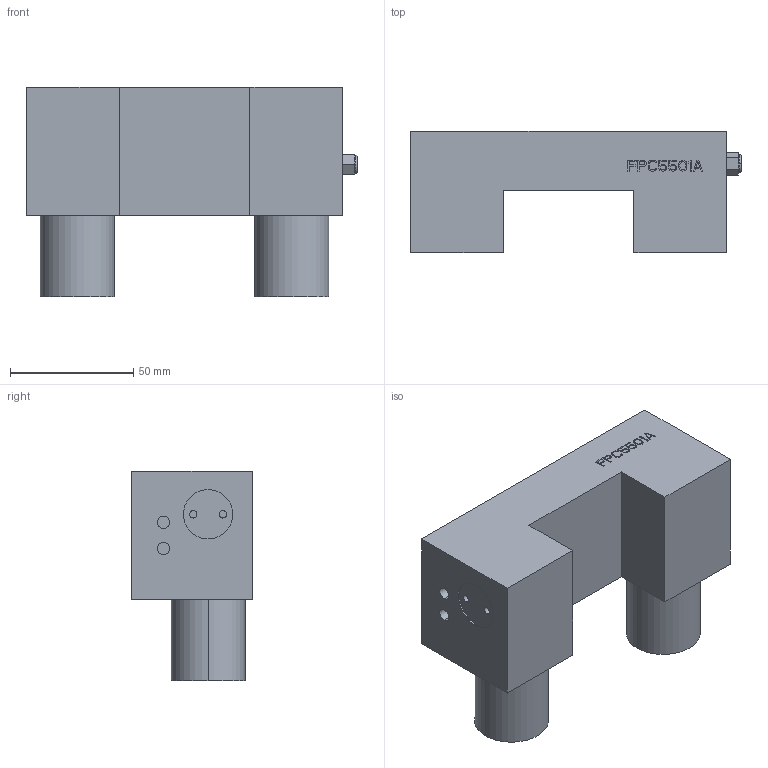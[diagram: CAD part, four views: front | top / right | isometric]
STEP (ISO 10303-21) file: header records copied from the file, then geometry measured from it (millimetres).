
FILE_DESCRIPTION((''),'2;1');
FILE_NAME('FPC5501A','2023-06-21T11:24:55',('lx'),(''),'CREO PARAMETRIC BY PTC INC, 2018100','CREO PARAMETRIC BY PTC INC, 2018100','');
FILE_SCHEMA(('CONFIG_CONTROL_DESIGN'));
Length unit declared in the file: millimetre
Products named in the file (1): FPC5501A
Bounding box: 134 x 49 x 85 mm (x, y, z)
Volume: 278670.3 mm3; surface area: 45280.6 mm2
Topology: 1 solids, 4 shells, 329 faces, 864 edges, 571 vertices
Faces by surface type: plane 267, cylinder 42, cone 16, torus 2, sphere 2
Entity records: 10100 total; most frequent: CARTESIAN_POINT 1876, ORIENTED_EDGE 1724, DIRECTION 1610, EDGE_CURVE 862, VECTOR 724, LINE 724, VERTEX_POINT 571, AXIS2_PLACEMENT_3D 443
